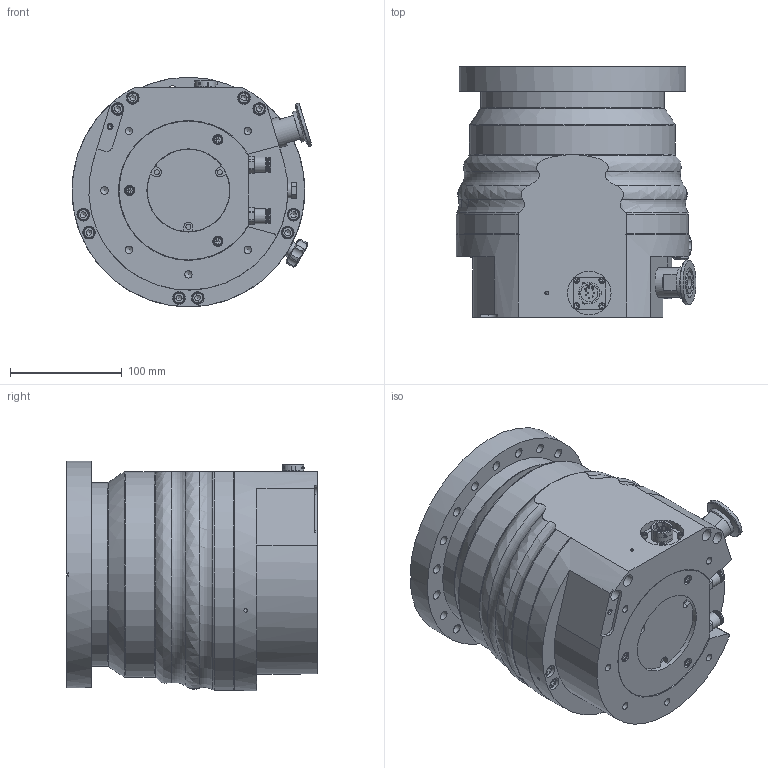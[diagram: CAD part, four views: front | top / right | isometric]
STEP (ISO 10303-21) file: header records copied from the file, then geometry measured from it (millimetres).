
FILE_DESCRIPTION((''),'2;1');
FILE_NAME('PM902184.stp','2008-10-13T08:06:41',('marxmankel'),(''),'Autodesk Inventor 11','Autodesk Inventor 11','');
FILE_SCHEMA(('AUTOMOTIVE_DESIGN { 1 0 10303 214 1 1 1 1 }'));
Length unit declared in the file: millimetre
Products named in the file (1): PM902184
Bounding box: 214.37 x 224 x 205.25 mm (x, y, z)
Volume: 5962354.2 mm3; surface area: 307597.7 mm2
Topology: 1 solids, 43 shells, 1047 faces, 2457 edges, 1600 vertices
Faces by surface type: plane 462, cylinder 288, bspline 163, cone 78, torus 56
Full cylindrical faces by diameter (mm): 0.5 x2, 1 x20, 1.5 x2, 2 x10, 3 x4, 3.242 x5, 4 x3, 5.5 x4, 6 x16, 6.4 x10, 6.6 x10, 6.647 x6, 7 x9, 8 x2, 8.1 x2, 8.566 x1, 10 x14, 11 x10, 11.2 x10, 11.45 x1, 11.5 x2, 13.8 x6, 15.4 x2, 16 x2, 18 x1, 18.973 x1, 19.1 x1, 19.761 x1, 20 x2, 24.9 x2
Entity records: 31102 total; most frequent: CARTESIAN_POINT 10141, DIRECTION 4288, ORIENTED_EDGE 3752, EDGE_CURVE 1876, AXIS2_PLACEMENT_3D 1794, EDGE_LOOP 1646, VERTEX_POINT 1407, FACE_OUTER_BOUND 1046
